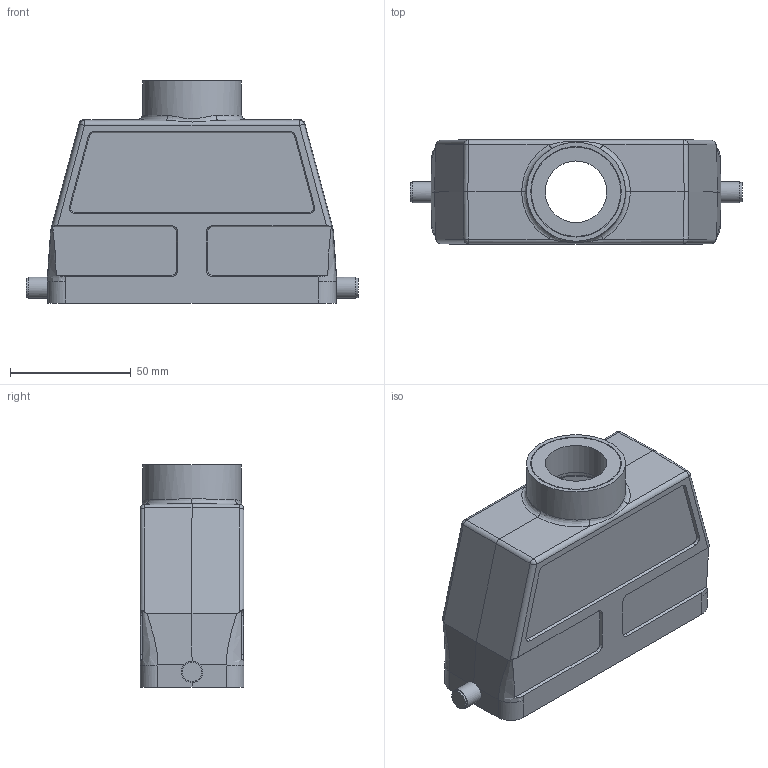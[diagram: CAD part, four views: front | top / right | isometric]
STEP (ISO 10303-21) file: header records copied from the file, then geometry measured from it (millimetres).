
FILE_DESCRIPTION((''),'2;1');
FILE_NAME('05300240466.stp','2020-07-13T16:05:48',('e.eickhoff'),(''),'Autodesk Inventor 2012','Autodesk Inventor 2012','');
FILE_SCHEMA(('AUTOMOTIVE_DESIGN { 1 0 10303 214 1 1 1 1 }'));
Length unit declared in the file: millimetre
Products named in the file (3): 05300240466; M25-PG29 Adapter
Assembly tree (2 placements, depth 2):
  05300240466
    05300240466
    M25-PG29 Adapter
Bounding box: 137.5 x 43 x 92 mm (x, y, z)
Volume: 90166.7 mm3; surface area: 59336.4 mm2
Topology: 2 solids, 2 shells, 318 faces, 811 edges, 519 vertices
Faces by surface type: plane 179, cylinder 61, bspline 34, cone 34, sphere 8, torus 2
Full cylindrical faces by diameter (mm): 3 x4, 4 x2, 8 x2, 8.8 x2, 25.5 x1, 32 x1, 37 x1, 37.5 x1, 41 x1
Entity records: 11063 total; most frequent: CARTESIAN_POINT 3429, ORIENTED_EDGE 1540, DIRECTION 1498, EDGE_CURVE 770, AXIS2_PLACEMENT_3D 511, VERTEX_POINT 503, VECTOR 476, LINE 476
